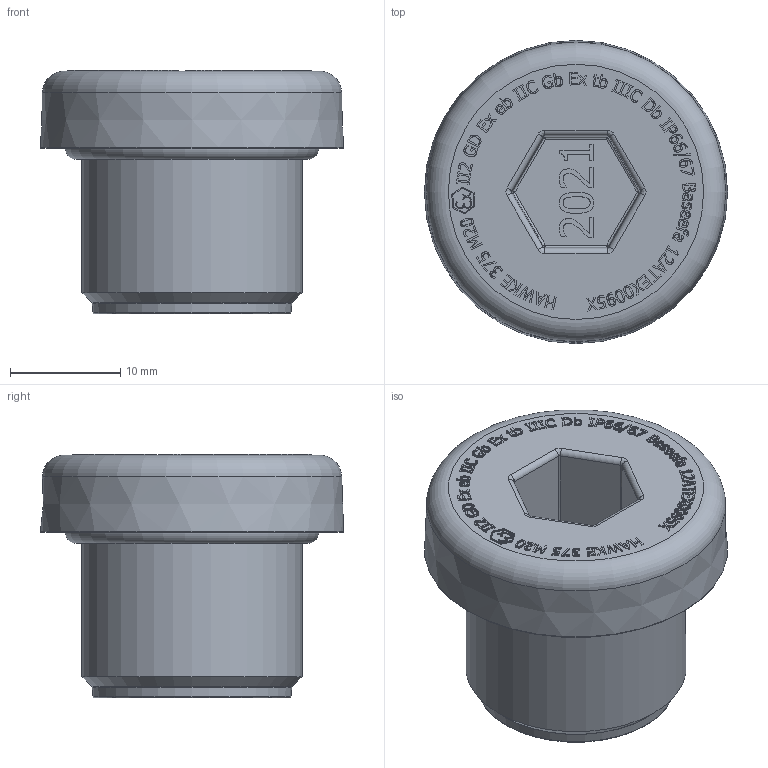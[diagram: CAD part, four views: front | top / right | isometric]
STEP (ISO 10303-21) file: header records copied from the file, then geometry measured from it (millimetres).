
FILE_DESCRIPTION(/* description */ (''),/* implementation_level */ '2;1');
FILE_NAME(/* name */ '520880_M20.stp',/* time_stamp */ '2023-07-26T21:59:16+05:00',/* author */ ('vinaykumark'),/* organization */ (''),/* preprocessor_version */ 'ST-DEVELOPER v18',/* originating_system */ 'Autodesk Inventor 2020',/* authorisation */ '');
FILE_SCHEMA (('AUTOMOTIVE_DESIGN { 1 0 10303 214 3 1 1 }'));
Length unit declared in the file: millimetre
Products named in the file (1): Part1
Bounding box: 27.49 x 27.49 x 22.1 mm (x, y, z)
Volume: 7611.1 mm3; surface area: 3549.5 mm2
Topology: 2 solids, 2 shells, 1915 faces, 5228 edges, 3480 vertices
Faces by surface type: plane 1088, bspline 779, cylinder 30, torus 8, sphere 6, cone 4
Full cylindrical faces by diameter (mm): 19.968 x1
Entity records: 66197 total; most frequent: CARTESIAN_POINT 20949, ORIENTED_EDGE 10456, DIRECTION 6068, EDGE_CURVE 5228, LINE 3570, VECTOR 3570, VERTEX_POINT 3480, EDGE_LOOP 2080
